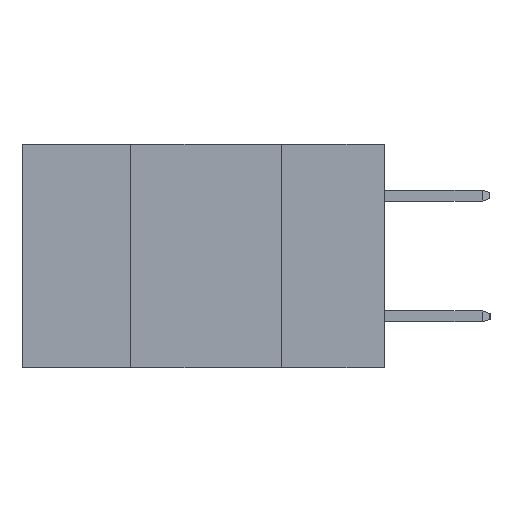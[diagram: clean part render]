
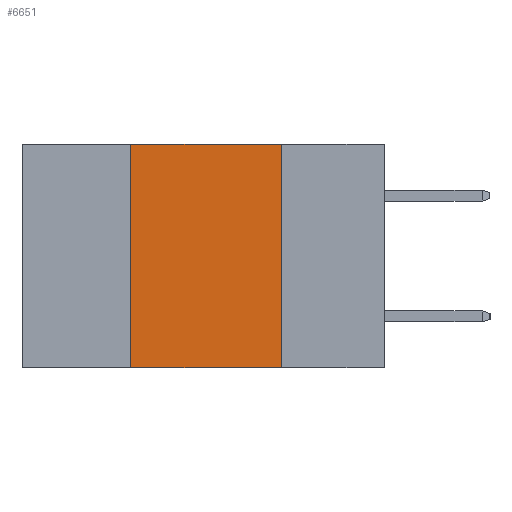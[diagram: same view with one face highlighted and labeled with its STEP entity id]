
A CAD part, left-side view. The second image highlights one B-rep face of the part: STEP entity #6651.
In plain terms, the highlighted planar face has unit normal (-1, 0, 0).
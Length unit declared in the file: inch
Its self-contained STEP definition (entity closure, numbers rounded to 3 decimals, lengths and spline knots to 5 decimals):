
#93 = VERTEX_POINT ( 'NONE', #9205 ) ;
#213 = CARTESIAN_POINT ( 'NONE',  ( 0., 0.42, 0. ) ) ;
#492 = FACE_OUTER_BOUND ( 'NONE', #10086, .T. ) ;
#1097 = LINE ( 'NONE', #14343, #7171 ) ;
#1778 = LINE ( 'NONE', #3800, #13938 ) ;
#2483 = ORIENTED_EDGE ( 'NONE', *, *, #7780, .T. ) ;
#2555 = ORIENTED_EDGE ( 'NONE', *, *, #15110, .F. ) ;
#2752 = DIRECTION ( 'NONE',  ( 0., 0., -1. ) ) ;
#3374 = VERTEX_POINT ( 'NONE', #213 ) ;
#3749 = DIRECTION ( 'NONE',  ( 0., 0., 1. ) ) ;
#3800 = CARTESIAN_POINT ( 'NONE',  ( 0., 0.42, -0.37 ) ) ;
#4736 = VERTEX_POINT ( 'NONE', #6621 ) ;
#5678 = CARTESIAN_POINT ( 'NONE',  ( 0., 0.6, -0.37 ) ) ;
#6074 = DIRECTION ( 'NONE',  ( 0., -1., 0. ) ) ;
#6426 = CARTESIAN_POINT ( 'NONE',  ( 0., 0.17, -0.37 ) ) ;
#6621 = CARTESIAN_POINT ( 'NONE',  ( 0., 0.42, -0.37 ) ) ;
#6651 = ADVANCED_FACE ( 'NONE', ( #492 ), #15377, .F. ) ;
#6765 = LINE ( 'NONE', #5678, #12875 ) ;
#7171 = VECTOR ( 'NONE', #14298, 39.37008 ) ;
#7270 = VECTOR ( 'NONE', #2752, 39.37008 ) ;
#7780 = EDGE_CURVE ( 'NONE', #4736, #10984, #6765, .T. ) ;
#8133 = EDGE_CURVE ( 'NONE', #4736, #3374, #1778, .T. ) ;
#9205 = CARTESIAN_POINT ( 'NONE',  ( 0., 0.17, 0. ) ) ;
#9423 = EDGE_CURVE ( 'NONE', #3374, #93, #1097, .T. ) ;
#9721 = DIRECTION ( 'NONE',  ( 1., 0., 0. ) ) ;
#9759 = CARTESIAN_POINT ( 'NONE',  ( 0., 0.6, 0. ) ) ;
#9963 = DIRECTION ( 'NONE',  ( 0., 0., -1. ) ) ;
#10086 = EDGE_LOOP ( 'NONE', ( #2555, #13696, #14269, #2483 ) ) ;
#10984 = VERTEX_POINT ( 'NONE', #11241 ) ;
#11136 = AXIS2_PLACEMENT_3D ( 'NONE', #9759, #9721, #9963 ) ;
#11241 = CARTESIAN_POINT ( 'NONE',  ( 0., 0.17, -0.37 ) ) ;
#12875 = VECTOR ( 'NONE', #6074, 39.37008 ) ;
#13696 = ORIENTED_EDGE ( 'NONE', *, *, #9423, .F. ) ;
#13738 = LINE ( 'NONE', #6426, #7270 ) ;
#13938 = VECTOR ( 'NONE', #3749, 39.37008 ) ;
#14269 = ORIENTED_EDGE ( 'NONE', *, *, #8133, .F. ) ;
#14298 = DIRECTION ( 'NONE',  ( 0., -1., 0. ) ) ;
#14343 = CARTESIAN_POINT ( 'NONE',  ( 0., 0.6, 0. ) ) ;
#15110 = EDGE_CURVE ( 'NONE', #93, #10984, #13738, .T. ) ;
#15377 = PLANE ( 'NONE',  #11136 ) ;
